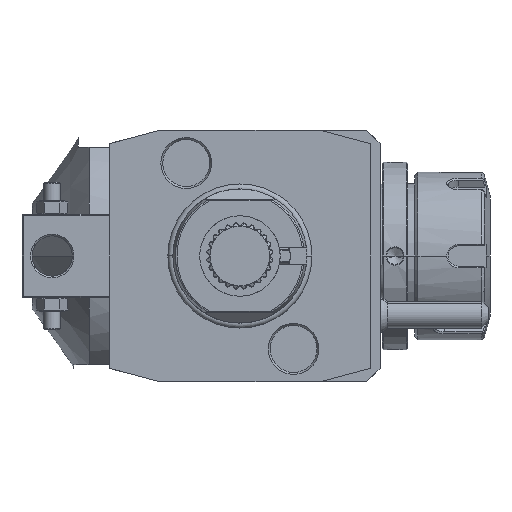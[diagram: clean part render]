
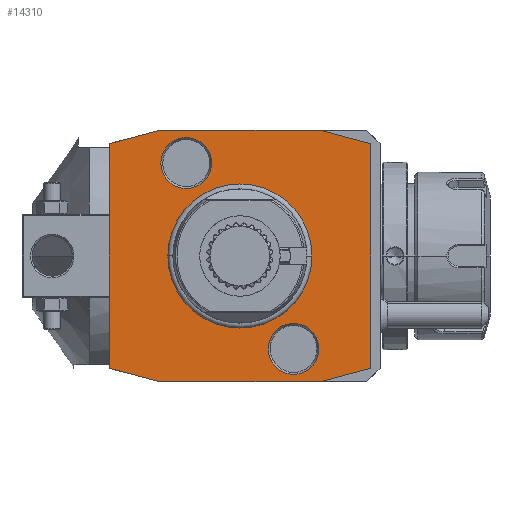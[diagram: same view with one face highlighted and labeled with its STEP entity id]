
A CAD part, front view. The second image highlights one B-rep face of the part: STEP entity #14310.
In plain terms, the highlighted planar face has unit normal (0, -1, 0).
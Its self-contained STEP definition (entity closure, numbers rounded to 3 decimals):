
#1=DIRECTION('',(0.966,0.,-0.259));
#2=VECTOR('',#1,15.529);
#3=CARTESIAN_POINT('',(-39.,0.,-33.481));
#4=LINE('',#3,#2);
#5=DIRECTION('',(0.,0.,-1.));
#6=VECTOR('',#5,66.962);
#7=CARTESIAN_POINT('',(-39.,0.,33.481));
#8=LINE('',#7,#6);
#9=DIRECTION('',(-0.966,0.,-0.259));
#10=VECTOR('',#9,15.529);
#11=CARTESIAN_POINT('',(-24.,0.,37.5));
#12=LINE('',#11,#10);
#13=DIRECTION('',(-1.,0.,0.));
#14=VECTOR('',#13,48.);
#15=CARTESIAN_POINT('',(24.,0.,37.5));
#16=LINE('',#15,#14);
#17=DIRECTION('',(-0.966,0.,0.259));
#18=VECTOR('',#17,15.529);
#19=CARTESIAN_POINT('',(39.,0.,33.481));
#20=LINE('',#19,#18);
#21=DIRECTION('',(0.,0.,1.));
#22=VECTOR('',#21,66.962);
#23=CARTESIAN_POINT('',(39.,0.,-33.481));
#24=LINE('',#23,#22);
#25=DIRECTION('',(0.966,0.,0.259));
#26=VECTOR('',#25,15.529);
#27=CARTESIAN_POINT('',(24.,0.,-37.5));
#28=LINE('',#27,#26);
#29=DIRECTION('',(1.,0.,0.));
#30=VECTOR('',#29,48.);
#31=CARTESIAN_POINT('',(-24.,0.,-37.5));
#32=LINE('',#31,#30);
#33=CARTESIAN_POINT('',(-16.,0.,27.713));
#34=DIRECTION('',(0.,1.,0.));
#35=DIRECTION('',(-1.,0.,0.));
#36=AXIS2_PLACEMENT_3D('',#33,#34,#35);
#38=CARTESIAN_POINT('',(-16.,0.,27.713));
#39=DIRECTION('',(0.,1.,0.));
#40=DIRECTION('',(1.,0.,0.));
#41=AXIS2_PLACEMENT_3D('',#38,#39,#40);
#43=CARTESIAN_POINT('',(16.,0.,-27.713));
#44=DIRECTION('',(0.,1.,0.));
#45=DIRECTION('',(1.,0.,0.));
#46=AXIS2_PLACEMENT_3D('',#43,#44,#45);
#48=CARTESIAN_POINT('',(16.,0.,-27.713));
#49=DIRECTION('',(0.,1.,0.));
#50=DIRECTION('',(-1.,0.,0.));
#51=AXIS2_PLACEMENT_3D('',#48,#49,#50);
#7009=CARTESIAN_POINT('',(0.,0.,0.));
#7010=DIRECTION('',(0.,1.,0.));
#7011=DIRECTION('',(-1.,0.,0.));
#7012=AXIS2_PLACEMENT_3D('',#7009,#7010,#7011);
#7014=CARTESIAN_POINT('',(0.,0.,0.));
#7015=DIRECTION('',(0.,1.,0.));
#7016=DIRECTION('',(1.,0.,0.));
#7017=AXIS2_PLACEMENT_3D('',#7014,#7015,#7016);
#12815=CARTESIAN_POINT('',(-23.577,0.,
27.713));
#12816=CARTESIAN_POINT('',(-8.423,0.,
27.713));
#12817=VERTEX_POINT('',#12815);
#12818=VERTEX_POINT('',#12816);
#12988=CARTESIAN_POINT('',(23.577,0.,-27.713));
#12989=CARTESIAN_POINT('',(8.423,0.,-27.713));
#12990=VERTEX_POINT('',#12988);
#12991=VERTEX_POINT('',#12989);
#13875=CARTESIAN_POINT('',(-39.,0.,-33.481));
#13876=CARTESIAN_POINT('',(-24.,0.,-37.5));
#13877=VERTEX_POINT('',#13875);
#13878=VERTEX_POINT('',#13876);
#13879=CARTESIAN_POINT('',(24.,0.,-37.5));
#13880=VERTEX_POINT('',#13879);
#13881=CARTESIAN_POINT('',(39.,0.,-33.481));
#13882=VERTEX_POINT('',#13881);
#13883=CARTESIAN_POINT('',(39.,0.,33.481));
#13884=VERTEX_POINT('',#13883);
#13885=CARTESIAN_POINT('',(24.,0.,37.5));
#13886=VERTEX_POINT('',#13885);
#13887=CARTESIAN_POINT('',(-24.,0.,37.5));
#13888=VERTEX_POINT('',#13887);
#13889=CARTESIAN_POINT('',(-39.,0.,33.481));
#13890=VERTEX_POINT('',#13889);
#14143=CARTESIAN_POINT('',(-21.137,0.,0.));
#14144=CARTESIAN_POINT('',(21.137,0.,0.));
#14145=VERTEX_POINT('',#14143);
#14146=VERTEX_POINT('',#14144);
#14269=CARTESIAN_POINT('',(0.,0.,0.));
#14270=DIRECTION('',(0.,-1.,0.));
#14271=DIRECTION('',(-1.,0.,0.));
#14272=AXIS2_PLACEMENT_3D('',#14269,#14270,#14271);
#14273=PLANE('',#14272);
#14275=ORIENTED_EDGE('',*,*,#14274,.F.);
#14277=ORIENTED_EDGE('',*,*,#14276,.F.);
#14279=ORIENTED_EDGE('',*,*,#14278,.F.);
#14281=ORIENTED_EDGE('',*,*,#14280,.F.);
#14283=ORIENTED_EDGE('',*,*,#14282,.F.);
#14285=ORIENTED_EDGE('',*,*,#14284,.F.);
#14287=ORIENTED_EDGE('',*,*,#14286,.F.);
#14289=ORIENTED_EDGE('',*,*,#14288,.F.);
#14290=EDGE_LOOP('',(#14275,#14277,#14279,#14281,#14283,#14285,#14287,#14289));
#14291=FACE_OUTER_BOUND('',#14290,.F.);
#14293=ORIENTED_EDGE('',*,*,#14292,.F.);
#14295=ORIENTED_EDGE('',*,*,#14294,.F.);
#14296=EDGE_LOOP('',(#14293,#14295));
#14297=FACE_BOUND('',#14296,.F.);
#14299=ORIENTED_EDGE('',*,*,#14298,.F.);
#14301=ORIENTED_EDGE('',*,*,#14300,.F.);
#14302=EDGE_LOOP('',(#14299,#14301));
#14303=FACE_BOUND('',#14302,.F.);
#14305=ORIENTED_EDGE('',*,*,#14304,.F.);
#14307=ORIENTED_EDGE('',*,*,#14306,.F.);
#14308=EDGE_LOOP('',(#14305,#14307));
#14309=FACE_BOUND('',#14308,.F.);
#37=CIRCLE('',#36,7.577);
#42=CIRCLE('',#41,7.577);
#47=CIRCLE('',#46,7.577);
#52=CIRCLE('',#51,7.577);
#7013=CIRCLE('',#7012,21.137);
#7018=CIRCLE('',#7017,21.137);
#14274=EDGE_CURVE('',#13877,#13878,#4,.T.);
#14276=EDGE_CURVE('',#13890,#13877,#8,.T.);
#14278=EDGE_CURVE('',#13888,#13890,#12,.T.);
#14280=EDGE_CURVE('',#13886,#13888,#16,.T.);
#14282=EDGE_CURVE('',#13884,#13886,#20,.T.);
#14284=EDGE_CURVE('',#13882,#13884,#24,.T.);
#14286=EDGE_CURVE('',#13880,#13882,#28,.T.);
#14288=EDGE_CURVE('',#13878,#13880,#32,.T.);
#14292=EDGE_CURVE('',#14145,#14146,#7013,.T.);
#14294=EDGE_CURVE('',#14146,#14145,#7018,.T.);
#14298=EDGE_CURVE('',#12817,#12818,#37,.T.);
#14300=EDGE_CURVE('',#12818,#12817,#42,.T.);
#14304=EDGE_CURVE('',#12990,#12991,#47,.T.);
#14306=EDGE_CURVE('',#12991,#12990,#52,.T.);
#14310=ADVANCED_FACE('',(#14291,#14297,#14303,#14309),#14273,.T.);
